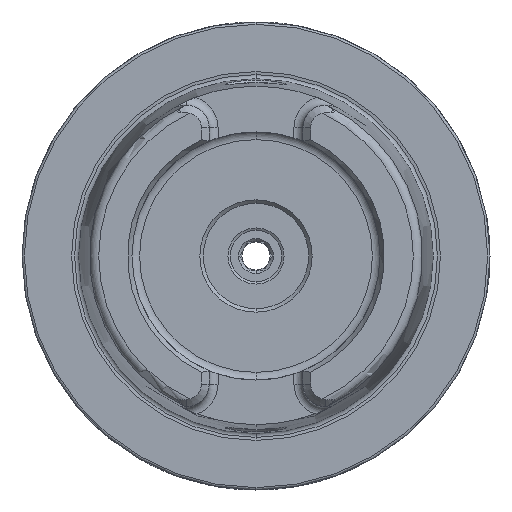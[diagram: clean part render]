
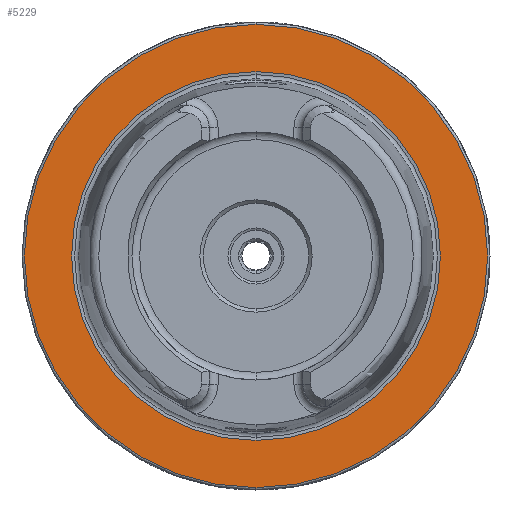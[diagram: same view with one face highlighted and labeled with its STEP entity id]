
A CAD part, left-side view. The second image highlights one B-rep face of the part: STEP entity #5229.
In plain terms, the highlighted planar face has unit normal (-1, 0, 0).
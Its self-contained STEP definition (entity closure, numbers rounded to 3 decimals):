
#339 = CIRCLE ( 'NONE', #5255, 39.405 ) ;
#921 = AXIS2_PLACEMENT_3D ( 'NONE', #8435, #8289, #8313 ) ;
#1010 = EDGE_CURVE ( 'NONE', #3442, #3687, #10532, .T. ) ;
#1417 = DIRECTION ( 'NONE',  ( 0., 0., 1. ) ) ;
#1443 = DIRECTION ( 'NONE',  ( -1., 0., 0. ) ) ;
#1444 = CARTESIAN_POINT ( 'NONE',  ( 0., 0., 0. ) ) ;
#1567 = DIRECTION ( 'NONE',  ( 0., 0., 1. ) ) ;
#1574 = DIRECTION ( 'NONE',  ( -1., 0., 0. ) ) ;
#1589 = CARTESIAN_POINT ( 'NONE',  ( 0., 0., 0. ) ) ;
#2467 = FACE_OUTER_BOUND ( 'NONE', #5272, .T. ) ;
#2541 = FACE_BOUND ( 'NONE', #4591, .T. ) ;
#2644 = VERTEX_POINT ( 'NONE', #8279 ) ;
#3442 = VERTEX_POINT ( 'NONE', #5210 ) ;
#3687 = VERTEX_POINT ( 'NONE', #3923 ) ;
#3899 = EDGE_CURVE ( 'NONE', #10421, #2644, #7226, .T. ) ;
#3923 = CARTESIAN_POINT ( 'NONE',  ( 0., 0., -49.5 ) ) ;
#4565 = DIRECTION ( 'NONE',  ( 0., 0., -1. ) ) ;
#4567 = DIRECTION ( 'NONE',  ( 1., 0., 0. ) ) ;
#4591 = EDGE_LOOP ( 'NONE', ( #9940, #10568 ) ) ;
#4602 = PLANE ( 'NONE',  #6772 ) ;
#4674 = CARTESIAN_POINT ( 'NONE',  ( 0., 49.5, 0. ) ) ;
#5210 = CARTESIAN_POINT ( 'NONE',  ( 0., 0., 49.5 ) ) ;
#5229 = ADVANCED_FACE ( 'NONE', ( #2541, #2467 ), #4602, .F. ) ;
#5255 = AXIS2_PLACEMENT_3D ( 'NONE', #1444, #1443, #1417 ) ;
#5272 = EDGE_LOOP ( 'NONE', ( #10775, #10496 ) ) ;
#5279 = AXIS2_PLACEMENT_3D ( 'NONE', #5659, #5674, #5663 ) ;
#5659 = CARTESIAN_POINT ( 'NONE',  ( 0., 0., 0. ) ) ;
#5663 = DIRECTION ( 'NONE',  ( 0., 0., 1. ) ) ;
#5674 = DIRECTION ( 'NONE',  ( -1., 0., 0. ) ) ;
#5699 = EDGE_CURVE ( 'NONE', #2644, #10421, #339, .T. ) ;
#6113 = CIRCLE ( 'NONE', #921, 49.5 ) ;
#6772 = AXIS2_PLACEMENT_3D ( 'NONE', #4674, #4567, #4565 ) ;
#7202 = CARTESIAN_POINT ( 'NONE',  ( 0., 0., 39.405 ) ) ;
#7226 = CIRCLE ( 'NONE', #10561, 39.405 ) ;
#7611 = EDGE_CURVE ( 'NONE', #3687, #3442, #6113, .T. ) ;
#8279 = CARTESIAN_POINT ( 'NONE',  ( 0., 0., -39.405 ) ) ;
#8289 = DIRECTION ( 'NONE',  ( -1., 0., 0. ) ) ;
#8313 = DIRECTION ( 'NONE',  ( 0., 0., 1. ) ) ;
#8435 = CARTESIAN_POINT ( 'NONE',  ( 0., 0., 0. ) ) ;
#9940 = ORIENTED_EDGE ( 'NONE', *, *, #3899, .F. ) ;
#10421 = VERTEX_POINT ( 'NONE', #7202 ) ;
#10496 = ORIENTED_EDGE ( 'NONE', *, *, #7611, .T. ) ;
#10532 = CIRCLE ( 'NONE', #5279, 49.5 ) ;
#10561 = AXIS2_PLACEMENT_3D ( 'NONE', #1589, #1574, #1567 ) ;
#10568 = ORIENTED_EDGE ( 'NONE', *, *, #5699, .F. ) ;
#10775 = ORIENTED_EDGE ( 'NONE', *, *, #1010, .T. ) ;
